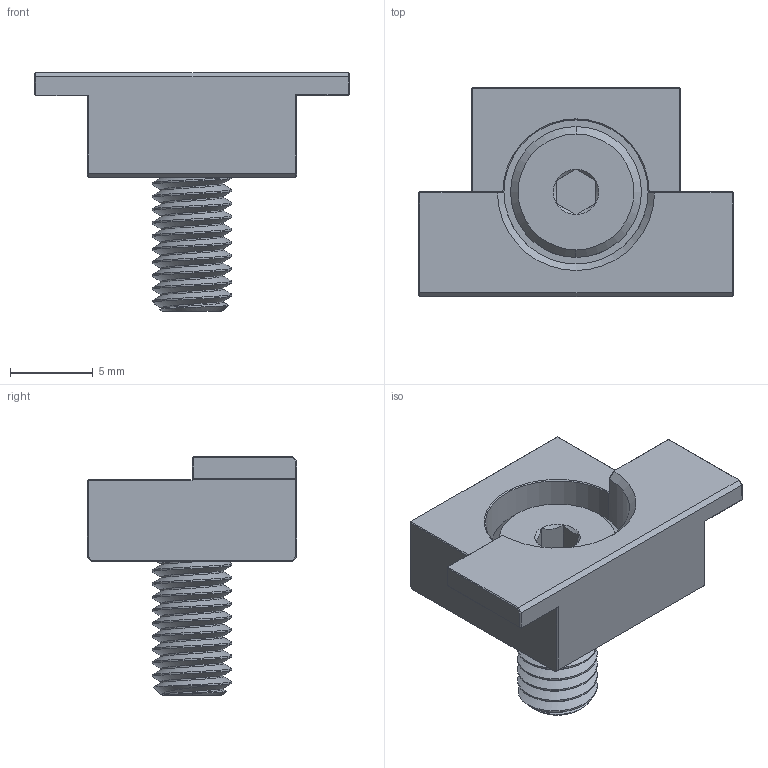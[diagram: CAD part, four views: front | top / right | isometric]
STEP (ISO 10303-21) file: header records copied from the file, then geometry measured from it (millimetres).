
FILE_DESCRIPTION (( 'STEP AP214' ), '1' );
FILE_NAME ('32020.STEP', '2016-08-09T14:24:05', ( 'Mike W' ), ( '' ), 'SwSTEP 2.0', 'SolidWorks 2016', '' );
FILE_SCHEMA (( 'AUTOMOTIVE_DESIGN' ));
Length unit declared in the file: inch
Products named in the file (3): 103238 LHCS_103238 LHCS; 320201_320201; 32020
Assembly tree (2 placements, depth 2):
  32020
    320201_320201
    103238 LHCS_103238 LHCS
Bounding box: 19.05 x 12.7 x 14.48 mm (x, y, z)
Volume: 927.9 mm3; surface area: 1181.9 mm2
Topology: 2 solids, 2 shells, 116 faces, 278 edges, 168 vertices
Faces by surface type: plane 62, cylinder 30, cone 19, bspline 5
Entity records: 5762 total; most frequent: CARTESIAN_POINT 3165, ORIENTED_EDGE 556, DIRECTION 465, EDGE_CURVE 278, VERTEX_POINT 168, VECTOR 167, LINE 167, AXIS2_PLACEMENT_3D 149
